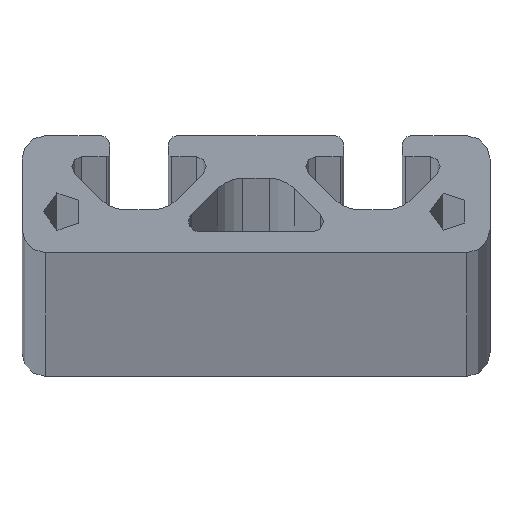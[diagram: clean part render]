
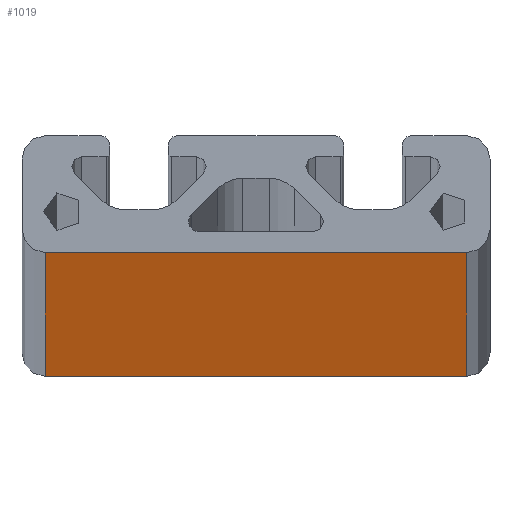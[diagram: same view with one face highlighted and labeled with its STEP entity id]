
A CAD part, top view. The second image highlights one B-rep face of the part: STEP entity #1019.
In plain terms, the highlighted planar face has unit normal (0, -1, 0).
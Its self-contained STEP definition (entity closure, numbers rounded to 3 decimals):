
#29=PLANE('',#1116);
#67=FACE_OUTER_BOUND('',#120,.T.);
#120=EDGE_LOOP('',(#746,#747,#748,#749));
#197=LINE('',#1622,#296);
#198=LINE('',#1626,#297);
#199=LINE('',#1628,#298);
#200=LINE('',#1629,#299);
#296=VECTOR('',#1305,1000.);
#297=VECTOR('',#1310,1000.);
#298=VECTOR('',#1311,1000.);
#299=VECTOR('',#1312,1000.);
#455=VERTEX_POINT('',#1619);
#456=VERTEX_POINT('',#1621);
#457=VERTEX_POINT('',#1625);
#458=VERTEX_POINT('',#1627);
#574=EDGE_CURVE('',#456,#455,#197,.T.);
#576=EDGE_CURVE('',#457,#455,#198,.T.);
#577=EDGE_CURVE('',#458,#457,#199,.T.);
#578=EDGE_CURVE('',#458,#456,#200,.T.);
#746=ORIENTED_EDGE('',*,*,#576,.F.);
#747=ORIENTED_EDGE('',*,*,#577,.F.);
#748=ORIENTED_EDGE('',*,*,#578,.T.);
#749=ORIENTED_EDGE('',*,*,#574,.T.);
#1019=ADVANCED_FACE('',(#67),#29,.T.);
#1116=AXIS2_PLACEMENT_3D('',#1624,#1308,#1309);
#1305=DIRECTION('',(0.,0.,1.));
#1308=DIRECTION('center_axis',(0.,-1.,0.));
#1309=DIRECTION('ref_axis',(1.,0.,0.));
#1310=DIRECTION('',(1.,0.,0.));
#1311=DIRECTION('',(0.,0.,1.));
#1312=DIRECTION('',(1.,0.,0.));
#1619=CARTESIAN_POINT('',(18.,-5.,0.));
#1621=CARTESIAN_POINT('',(18.,-5.,-6060.));
#1622=CARTESIAN_POINT('',(18.,-5.,-6060.));
#1624=CARTESIAN_POINT('Origin',(0.,-5.,-6060.));
#1625=CARTESIAN_POINT('',(-18.,-5.,0.));
#1626=CARTESIAN_POINT('',(0.,-5.,0.));
#1627=CARTESIAN_POINT('',(-18.,-5.,-6060.));
#1628=CARTESIAN_POINT('',(-18.,-5.,-6060.));
#1629=CARTESIAN_POINT('',(0.,-5.,-6060.));
